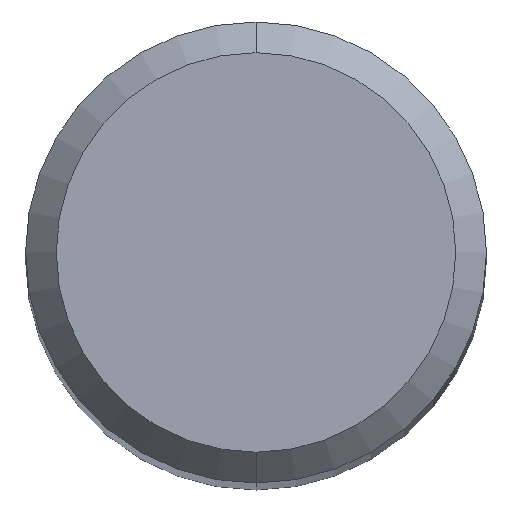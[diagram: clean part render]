
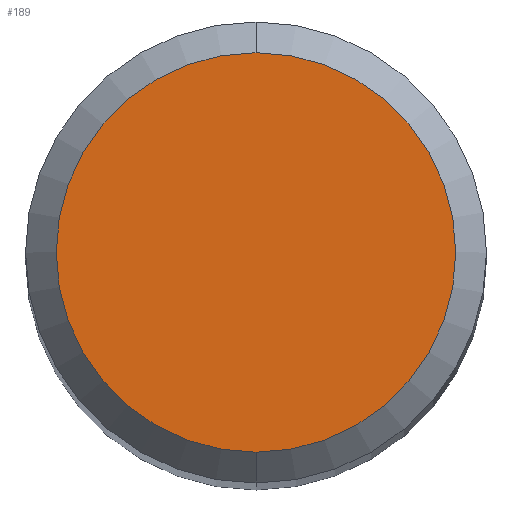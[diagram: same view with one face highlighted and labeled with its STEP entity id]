
A CAD part, top view. The second image highlights one B-rep face of the part: STEP entity #189.
In plain terms, the highlighted planar face has unit normal (0, 0, 1).
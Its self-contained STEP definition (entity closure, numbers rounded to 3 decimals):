
#117=EDGE_CURVE('',#133,#217,#262,.T.);
#133=VERTEX_POINT('',#280);
#137=EDGE_CURVE('',#217,#133,#284,.T.);
#189=ADVANCED_FACE('',(#342),#343,.T.);
#217=VERTEX_POINT('',#376);
#262=CIRCLE('',#424,2.6);
#280=CARTESIAN_POINT('',(0.,-2.6,0.0));
#284=CIRCLE('',#453,2.6);
#342=FACE_OUTER_BOUND('',#523,.T.);
#343=PLANE('',#524);
#376=CARTESIAN_POINT('',(0.0,2.6,0.0));
#424=AXIS2_PLACEMENT_3D('',#596,#597,#598);
#453=AXIS2_PLACEMENT_3D('',#623,#624,#625);
#523=EDGE_LOOP('',(#697,#698));
#524=AXIS2_PLACEMENT_3D('',#699,#700,#701);
#596=CARTESIAN_POINT('',(0.0,0.0,0.0));
#597=DIRECTION('',(0.0,0.0,-1.0));
#598=DIRECTION('',(0.0,1.0,0.0));
#623=CARTESIAN_POINT('',(0.0,0.0,0.0));
#624=DIRECTION('',(0.0,0.0,-1.0));
#625=DIRECTION('',(0.0,1.0,0.0));
#697=ORIENTED_EDGE('',*,*,#137,.F.);
#698=ORIENTED_EDGE('',*,*,#117,.F.);
#699=CARTESIAN_POINT('',(0.0,1.3,0.0));
#700=DIRECTION('',(-0.0,0.0,1.0));
#701=DIRECTION('',(0.0,-1.0,0.0));
